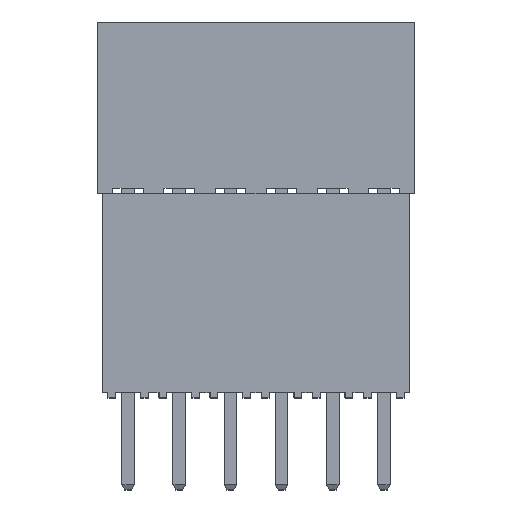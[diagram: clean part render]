
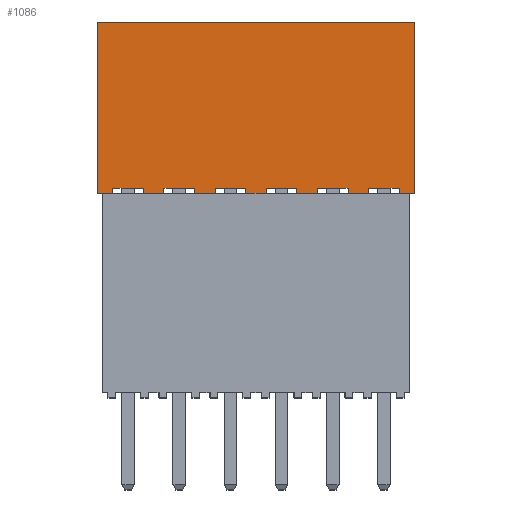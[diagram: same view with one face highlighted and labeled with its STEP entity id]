
A CAD part, top view. The second image highlights one B-rep face of the part: STEP entity #1086.
In plain terms, the highlighted planar face has unit normal (0, 0, 1).
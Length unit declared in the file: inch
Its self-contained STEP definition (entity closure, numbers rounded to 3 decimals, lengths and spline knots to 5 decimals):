
#1086=ADVANCED_FACE( '', ( #2016 ), #2017, .F. );
#1129=DIRECTION( '', ( 1., 0., 0. ) );
#2016=FACE_OUTER_BOUND( '', #2975, .T. );
#2017=PLANE( '', #2976 );
#2975=EDGE_LOOP( '', ( #5926, #5927, #5928, #5929, #5930, #5931, #5932, #5933, #5934, #5935, #5936, #5937, #5938, #5939, #5940, #5941, #5942, #5943, #5944, #5945, #5946, #5947, #5948, #5949, #5950, #5951, #5952, #5953 ) );
#2976=AXIS2_PLACEMENT_3D( '', #5954, #3087, #3099 );
#3087=DIRECTION( '', ( 0., 0., -1. ) );
#3099=DIRECTION( '', ( -1., 0., 0. ) );
#3159=CARTESIAN_POINT( '', ( 0.13, 0.01, 0.0975 ) );
#3263=CARTESIAN_POINT( '', ( 0.53, 0.01, 0.0975 ) );
#3346=DIRECTION( '', ( 0., 1., 0. ) );
#3421=CARTESIAN_POINT( '', ( 0.39, 0., 0.0975 ) );
#3656=CARTESIAN_POINT( '', ( 0.03, 0.01, 0.0975 ) );
#3694=CARTESIAN_POINT( '', ( 0.62, 0.335, 0.0975 ) );
#3808=CARTESIAN_POINT( '', ( 0.23, 0.01, 0.0975 ) );
#3822=CARTESIAN_POINT( '', ( 0.09, 0., 0.0975 ) );
#4063=CARTESIAN_POINT( '', ( 0.33, 0.01, 0.0975 ) );
#4341=DIRECTION( '', ( 0., -1., 0. ) );
#4642=CARTESIAN_POINT( '', ( 0.19, 0., 0.0975 ) );
#4815=CARTESIAN_POINT( '', ( 0.43, 0.01, 0.0975 ) );
#4851=CARTESIAN_POINT( '', ( 0.49, 0., 0.0975 ) );
#5098=CARTESIAN_POINT( '', ( 0.29, 0., 0.0975 ) );
#5163=CARTESIAN_POINT( '', ( 0.59, 0., 0.0975 ) );
#5926=ORIENTED_EDGE( '', *, *, #7578, .F. );
#5927=ORIENTED_EDGE( '', *, *, #6394, .T. );
#5928=ORIENTED_EDGE( '', *, *, #6684, .F. );
#5929=ORIENTED_EDGE( '', *, *, #6918, .F. );
#5930=ORIENTED_EDGE( '', *, *, #7584, .T. );
#5931=ORIENTED_EDGE( '', *, *, #7585, .T. );
#5932=ORIENTED_EDGE( '', *, *, #6655, .F. );
#5933=ORIENTED_EDGE( '', *, *, #7071, .F. );
#5934=ORIENTED_EDGE( '', *, *, #6770, .F. );
#5935=ORIENTED_EDGE( '', *, *, #7431, .T. );
#5936=ORIENTED_EDGE( '', *, *, #7455, .F. );
#5937=ORIENTED_EDGE( '', *, *, #7069, .F. );
#5938=ORIENTED_EDGE( '', *, *, #7237, .F. );
#5939=ORIENTED_EDGE( '', *, *, #6670, .T. );
#5940=ORIENTED_EDGE( '', *, *, #7124, .F. );
#5941=ORIENTED_EDGE( '', *, *, #7065, .F. );
#5942=ORIENTED_EDGE( '', *, *, #7473, .F. );
#5943=ORIENTED_EDGE( '', *, *, #7586, .T. );
#5944=ORIENTED_EDGE( '', *, *, #7547, .F. );
#5945=ORIENTED_EDGE( '', *, *, #7062, .F. );
#5946=ORIENTED_EDGE( '', *, *, #6484, .F. );
#5947=ORIENTED_EDGE( '', *, *, #6829, .T. );
#5948=ORIENTED_EDGE( '', *, *, #7456, .F. );
#5949=ORIENTED_EDGE( '', *, *, #7060, .F. );
#5950=ORIENTED_EDGE( '', *, *, #7537, .F. );
#5951=ORIENTED_EDGE( '', *, *, #6610, .T. );
#5952=ORIENTED_EDGE( '', *, *, #6375, .F. );
#5953=ORIENTED_EDGE( '', *, *, #7058, .F. );
#5954=CARTESIAN_POINT( '', ( 0., 0.335, 0.0975 ) );
#6375=EDGE_CURVE( '', #7882, #7884, #7885, .T. );
#6394=EDGE_CURVE( '', #7914, #7918, #7920, .T. );
#6484=EDGE_CURVE( '', #8078, #8081, #8082, .T. );
#6610=EDGE_CURVE( '', #8304, #7884, #7920, .T. );
#6655=EDGE_CURVE( '', #8376, #8379, #8380, .T. );
#6670=EDGE_CURVE( '', #8407, #8405, #7920, .T. );
#6684=EDGE_CURVE( '', #8425, #7918, #8427, .T. );
#6770=EDGE_CURVE( '', #8570, #8572, #8573, .T. );
#6829=EDGE_CURVE( '', #8078, #8668, #7920, .T. );
#6918=EDGE_CURVE( '', #8813, #8425, #8815, .T. );
#7058=EDGE_CURVE( '', #9004, #7882, #9005, .T. );
#7060=EDGE_CURVE( '', #9006, #9007, #9008, .T. );
#7062=EDGE_CURVE( '', #8081, #9009, #9010, .T. );
#7065=EDGE_CURVE( '', #9011, #9012, #9013, .T. );
#7069=EDGE_CURVE( '', #9016, #9017, #9018, .T. );
#7071=EDGE_CURVE( '', #8572, #8376, #9019, .T. );
#7124=EDGE_CURVE( '', #9012, #8405, #9097, .T. );
#7237=EDGE_CURVE( '', #8407, #9016, #9246, .T. );
#7431=EDGE_CURVE( '', #8570, #9486, #7920, .T. );
#7455=EDGE_CURVE( '', #9017, #9486, #9512, .T. );
#7456=EDGE_CURVE( '', #9007, #8668, #9513, .T. );
#7473=EDGE_CURVE( '', #9528, #9011, #9529, .T. );
#7537=EDGE_CURVE( '', #8304, #9006, #9596, .T. );
#7547=EDGE_CURVE( '', #9009, #9605, #9606, .T. );
#7578=EDGE_CURVE( '', #7914, #9004, #9637, .T. );
#7584=EDGE_CURVE( '', #8813, #9642, #9643, .T. );
#7585=EDGE_CURVE( '', #9642, #8379, #7920, .T. );
#7586=EDGE_CURVE( '', #9528, #9605, #7920, .T. );
#7882=VERTEX_POINT( '', #3263 );
#7884=VERTEX_POINT( '', #9864 );
#7885=LINE( '', #3263, #9733 );
#7914=VERTEX_POINT( '', #5163 );
#7918=VERTEX_POINT( '', #9891 );
#7920=LINE( '', #9892, #9664 );
#8078=VERTEX_POINT( '', #3421 );
#8081=VERTEX_POINT( '', #9993 );
#8082=LINE( '', #3421, #9659 );
#8304=VERTEX_POINT( '', #4851 );
#8376=VERTEX_POINT( '', #3656 );
#8379=VERTEX_POINT( '', #10170 );
#8380=LINE( '', #3656, #9733 );
#8405=VERTEX_POINT( '', #9965 );
#8407=VERTEX_POINT( '', #4642 );
#8425=VERTEX_POINT( '', #3694 );
#8427=LINE( '', #3694, #9692 );
#8570=VERTEX_POINT( '', #3822 );
#8572=VERTEX_POINT( '', #10261 );
#8573=LINE( '', #3822, #9659 );
#8668=VERTEX_POINT( '', #10103 );
#8813=VERTEX_POINT( '', #5954 );
#8815=LINE( '', #5954, #9664 );
#9004=VERTEX_POINT( '', #10462 );
#9005=LINE( '', #10462, #9729 );
#9006=VERTEX_POINT( '', #10460 );
#9007=VERTEX_POINT( '', #4815 );
#9008=LINE( '', #10460, #9729 );
#9009=VERTEX_POINT( '', #4063 );
#9010=LINE( '', #9993, #9729 );
#9011=VERTEX_POINT( '', #10456 );
#9012=VERTEX_POINT( '', #3808 );
#9013=LINE( '', #10456, #9729 );
#9016=VERTEX_POINT( '', #10454 );
#9017=VERTEX_POINT( '', #3159 );
#9018=LINE( '', #10454, #9729 );
#9019=LINE( '', #10261, #9729 );
#9097=LINE( '', #3808, #9733 );
#9246=LINE( '', #4642, #9659 );
#9486=VERTEX_POINT( '', #9774 );
#9512=LINE( '', #3159, #9733 );
#9513=LINE( '', #4815, #9733 );
#9528=VERTEX_POINT( '', #5098 );
#9529=LINE( '', #5098, #9659 );
#9596=LINE( '', #4851, #9659 );
#9605=VERTEX_POINT( '', #10359 );
#9606=LINE( '', #4063, #9733 );
#9637=LINE( '', #5163, #9659 );
#9642=VERTEX_POINT( '', #9892 );
#9643=LINE( '', #5954, #9692 );
#9659=VECTOR( '', #3346, 39.37008 );
#9664=VECTOR( '', #1129, 39.37008 );
#9692=VECTOR( '', #10754, 39.37008 );
#9729=VECTOR( '', #3099, 39.37008 );
#9733=VECTOR( '', #4341, 39.37008 );
#9774=CARTESIAN_POINT( '', ( 0.13, 0., 0.0975 ) );
#9864=CARTESIAN_POINT( '', ( 0.53, 0., 0.0975 ) );
#9891=CARTESIAN_POINT( '', ( 0.62, 0., 0.0975 ) );
#9892=CARTESIAN_POINT( '', ( 0., 0., 0.0975 ) );
#9965=CARTESIAN_POINT( '', ( 0.23, 0., 0.0975 ) );
#9993=CARTESIAN_POINT( '', ( 0.39, 0.01, 0.0975 ) );
#10103=CARTESIAN_POINT( '', ( 0.43, 0., 0.0975 ) );
#10170=CARTESIAN_POINT( '', ( 0.03, 0., 0.0975 ) );
#10261=CARTESIAN_POINT( '', ( 0.09, 0.01, 0.0975 ) );
#10359=CARTESIAN_POINT( '', ( 0.33, 0., 0.0975 ) );
#10454=CARTESIAN_POINT( '', ( 0.19, 0.01, 0.0975 ) );
#10456=CARTESIAN_POINT( '', ( 0.29, 0.01, 0.0975 ) );
#10460=CARTESIAN_POINT( '', ( 0.49, 0.01, 0.0975 ) );
#10462=CARTESIAN_POINT( '', ( 0.59, 0.01, 0.0975 ) );
#10754=DIRECTION( '', ( 0., -1., 0. ) );
